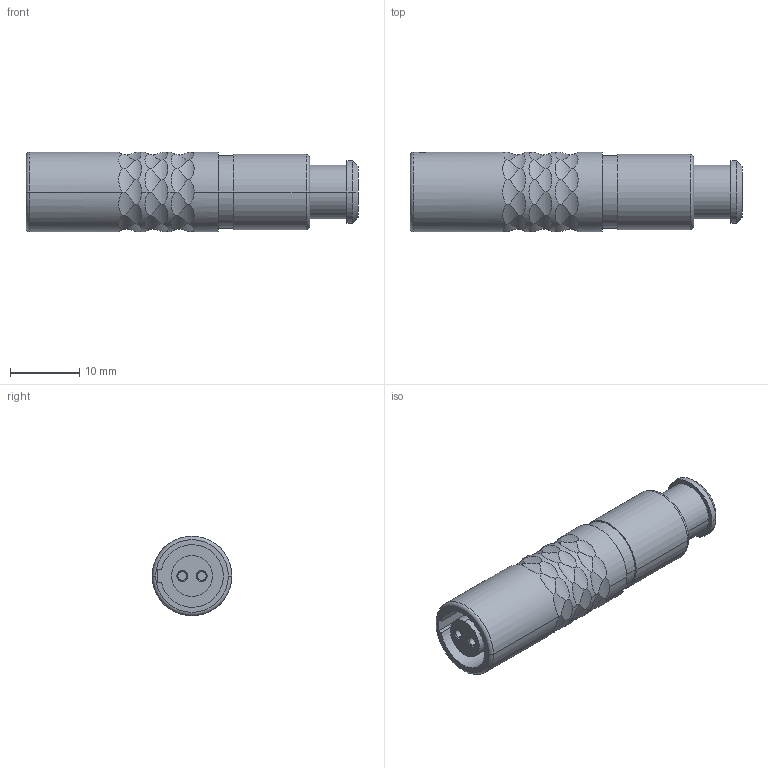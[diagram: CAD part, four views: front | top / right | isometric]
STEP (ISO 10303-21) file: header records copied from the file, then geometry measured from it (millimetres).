
FILE_DESCRIPTION((''),'2;1');
FILE_NAME('K21L0C-P02L','2014-02-03T',('RTrager'),(''),'PRO/ENGINEER BY PARAMETRIC TECHNOLOGY CORPORATION, 2013050','PRO/ENGINEER BY PARAMETRIC TECHNOLOGY CORPORATION, 2013050','');
FILE_SCHEMA(('CONFIG_CONTROL_DESIGN'));
Length unit declared in the file: millimetre
Products named in the file (1): K21L0C-P02L
Bounding box: 48 x 11.5 x 11.5 mm (x, y, z)
Volume: 3205.1 mm3; surface area: 3043 mm2
Topology: 1 solids, 1 shells, 143 faces, 364 edges, 236 vertices
Faces by surface type: cylinder 103, plane 24, torus 6, cone 6, bspline 4
Entity records: 6215 total; most frequent: CARTESIAN_POINT 3066, ORIENTED_EDGE 728, DIRECTION 516, EDGE_CURVE 364, VERTEX_POINT 236, AXIS2_PLACEMENT_3D 219, B_SPLINE_CURVE_WITH_KNOTS 206, EDGE_LOOP 156
